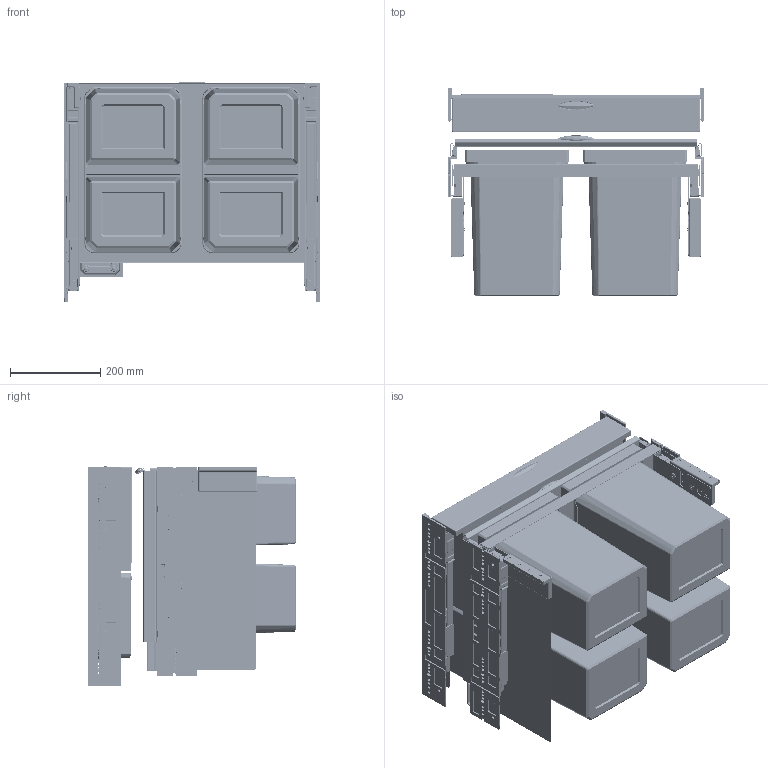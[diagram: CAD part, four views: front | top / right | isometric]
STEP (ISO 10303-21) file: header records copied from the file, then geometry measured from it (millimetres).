
FILE_DESCRIPTION(('STEP AP214'),'1');
FILE_NAME('8012377_V Cox Base 360 S_600-4 Bio mit Base Board.STP','2024-08-13T09:16:31',(' '),(' '),'Spatial InterOp 3D',' ',' ');
FILE_SCHEMA(('AUTOMOTIVE_DESIGN { 1 0 10303 214 1 1 1 1 }'));
Length unit declared in the file: millimetre
Products named in the file (1): 3D-Objekt
Bounding box: 568 x 460.51 x 487.05 mm (x, y, z)
Volume: 6434985.1 mm3; surface area: 5675087.6 mm2
Topology: 57 solids, 59 shells, 8976 faces, 23173 edges, 14432 vertices
Faces by surface type: plane 3635, cylinder 2716, torus 1339, cone 750, bspline 334, sphere 170, extrusion 32
Entity records: 403777 total; most frequent: CARTESIAN_POINT 66161, DIRECTION 48197, ORIENTED_EDGE 46162, EDGE_CURVE 23081, STYLED_ITEM 21657, PRESENTATION_STYLE_ASSIGNMENT 21657, COLOUR_RGB 21657, CURVE_STYLE 19744
